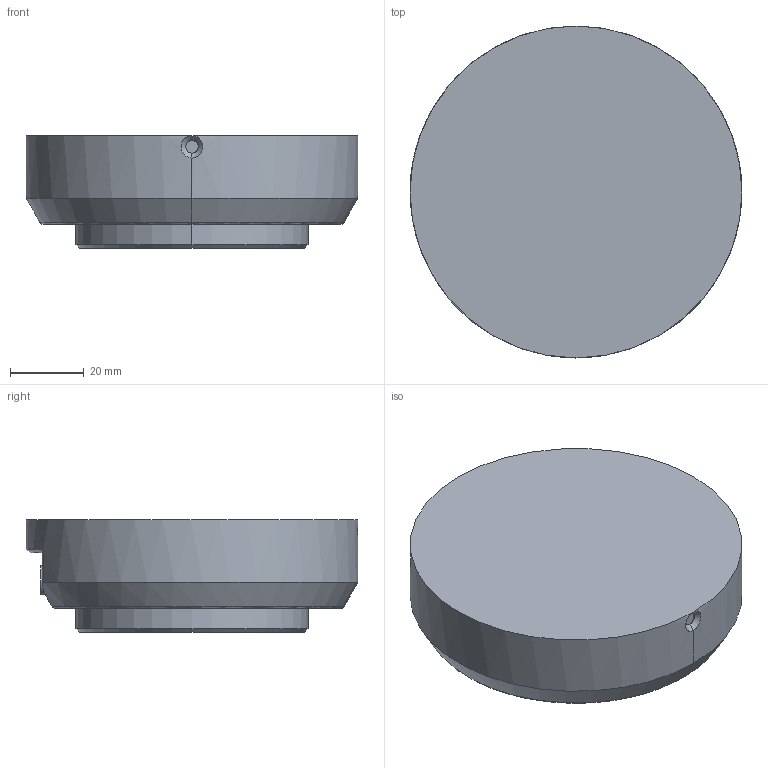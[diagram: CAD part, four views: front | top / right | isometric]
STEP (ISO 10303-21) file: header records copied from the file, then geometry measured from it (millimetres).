
FILE_DESCRIPTION (( 'STEP AP203' ), '1' );
FILE_NAME ('Link6.STEP', '2023-06-25T17:03:13', ( '' ), ( '' ), 'SwSTEP 2.0', 'SolidWorks 2020', '' );
FILE_SCHEMA (( 'CONFIG_CONTROL_DESIGN' ));
Length unit declared in the file: millimetre
Products named in the file (1): Link6
Bounding box: 90 x 90 x 30.5 mm (x, y, z)
Volume: 159237.1 mm3; surface area: 21380.4 mm2
Topology: 1 solids, 1 shells, 79 faces, 192 edges, 119 vertices
Faces by surface type: cylinder 32, cone 27, plane 17, bspline 3
Entity records: 2575 total; most frequent: CARTESIAN_POINT 648, DIRECTION 414, ORIENTED_EDGE 368, EDGE_CURVE 184, AXIS2_PLACEMENT_3D 171, VERTEX_POINT 119, CIRCLE 94, EDGE_LOOP 91
